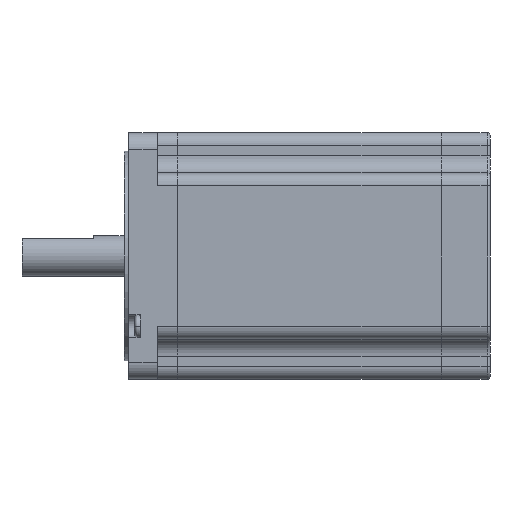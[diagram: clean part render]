
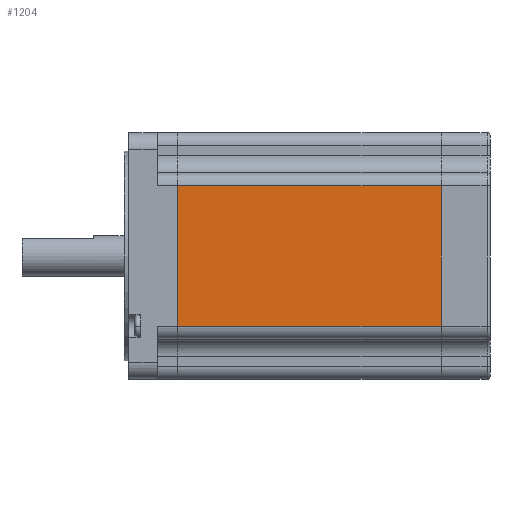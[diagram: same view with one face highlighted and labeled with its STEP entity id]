
A CAD part, left-side view. The second image highlights one B-rep face of the part: STEP entity #1204.
In plain terms, the highlighted planar face has unit normal (-1, 0, 0).
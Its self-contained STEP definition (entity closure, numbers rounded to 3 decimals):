
#28 = LINE ( 'NONE', #2713, #7021 ) ;
#906 = ORIENTED_EDGE ( 'NONE', *, *, #3555, .F. ) ;
#910 = ORIENTED_EDGE ( 'NONE', *, *, #6033, .T. ) ;
#1039 = FACE_OUTER_BOUND ( 'NONE', #4618, .T. ) ;
#1204 = ADVANCED_FACE ( 'NONE', ( #1039 ), #4095, .F. ) ;
#1220 = CARTESIAN_POINT ( 'NONE',  ( 0., 0., -18.5 ) ) ;
#1502 = ORIENTED_EDGE ( 'NONE', *, *, #1994, .T. ) ;
#1761 = DIRECTION ( 'NONE',  ( 0., 0., 1. ) ) ;
#1994 = EDGE_CURVE ( 'NONE', #2890, #5341, #3638, .T. ) ;
#2103 = VECTOR ( 'NONE', #1761, 1000. ) ;
#2116 = AXIS2_PLACEMENT_3D ( 'NONE', #5131, #5209, #5068 ) ;
#2713 = CARTESIAN_POINT ( 'NONE',  ( 0., 92., -67.5 ) ) ;
#2890 = VERTEX_POINT ( 'NONE', #4452 ) ;
#2988 = CARTESIAN_POINT ( 'NONE',  ( 0., 92., -18.5 ) ) ;
#3320 = DIRECTION ( 'NONE',  ( 0., -1., 0. ) ) ;
#3329 = VECTOR ( 'NONE', #6368, 1000. ) ;
#3555 = EDGE_CURVE ( 'NONE', #4195, #4806, #3927, .T. ) ;
#3638 = LINE ( 'NONE', #6871, #2103 ) ;
#3927 = LINE ( 'NONE', #4243, #6757 ) ;
#4095 = PLANE ( 'NONE',  #2116 ) ;
#4128 = ORIENTED_EDGE ( 'NONE', *, *, #5682, .F. ) ;
#4195 = VERTEX_POINT ( 'NONE', #5532 ) ;
#4243 = CARTESIAN_POINT ( 'NONE',  ( 0., 92., -18.5 ) ) ;
#4452 = CARTESIAN_POINT ( 'NONE',  ( 0., 0., -67.5 ) ) ;
#4618 = EDGE_LOOP ( 'NONE', ( #1502, #4128, #906, #910 ) ) ;
#4806 = VERTEX_POINT ( 'NONE', #2988 ) ;
#5068 = DIRECTION ( 'NONE',  ( 0., 0., -1. ) ) ;
#5131 = CARTESIAN_POINT ( 'NONE',  ( 0., 92., -18.5 ) ) ;
#5209 = DIRECTION ( 'NONE',  ( 1., 0., 0. ) ) ;
#5341 = VERTEX_POINT ( 'NONE', #1220 ) ;
#5532 = CARTESIAN_POINT ( 'NONE',  ( 0., 92., -67.5 ) ) ;
#5682 = EDGE_CURVE ( 'NONE', #4806, #5341, #6348, .T. ) ;
#5823 = CARTESIAN_POINT ( 'NONE',  ( 0., 92., -18.5 ) ) ;
#6033 = EDGE_CURVE ( 'NONE', #4195, #2890, #28, .T. ) ;
#6348 = LINE ( 'NONE', #5823, #3329 ) ;
#6368 = DIRECTION ( 'NONE',  ( 0., -1., 0. ) ) ;
#6757 = VECTOR ( 'NONE', #7079, 1000. ) ;
#6871 = CARTESIAN_POINT ( 'NONE',  ( 0., 0., -18.5 ) ) ;
#7021 = VECTOR ( 'NONE', #3320, 1000. ) ;
#7079 = DIRECTION ( 'NONE',  ( 0., 0., 1. ) ) ;
